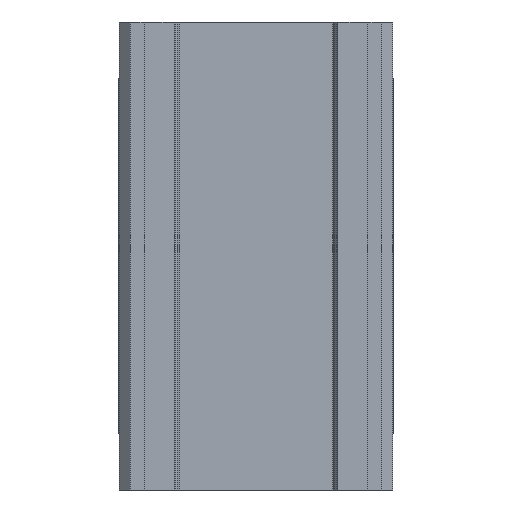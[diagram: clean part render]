
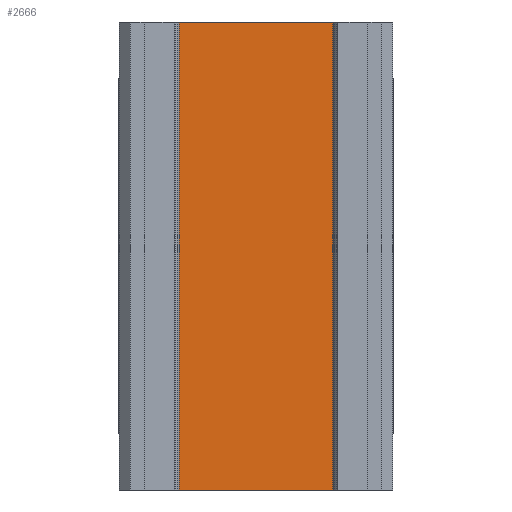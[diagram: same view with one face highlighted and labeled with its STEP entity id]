
A CAD part, front view. The second image highlights one B-rep face of the part: STEP entity #2666.
In plain terms, the highlighted planar face has unit normal (0, -1, 0).
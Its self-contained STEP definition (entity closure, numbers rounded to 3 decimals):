
#290=FACE_OUTER_BOUND('',#442,.T.);
#442=EDGE_LOOP('',(#2248,#2249,#2250,#2251));
#592=LINE('',#3922,#890);
#626=LINE('',#4024,#924);
#712=LINE('',#4317,#1010);
#713=LINE('',#4318,#1011);
#890=VECTOR('',#3117,10.);
#924=VECTOR('',#3217,10.);
#1010=VECTOR('',#3537,10.);
#1011=VECTOR('',#3538,10.);
#1175=VERTEX_POINT('',#3919);
#1176=VERTEX_POINT('',#3921);
#1210=VERTEX_POINT('',#4021);
#1211=VERTEX_POINT('',#4023);
#1448=EDGE_CURVE('',#1175,#1176,#592,.T.);
#1499=EDGE_CURVE('',#1210,#1211,#626,.T.);
#1640=EDGE_CURVE('',#1210,#1176,#712,.T.);
#1641=EDGE_CURVE('',#1211,#1175,#713,.T.);
#2248=ORIENTED_EDGE('',*,*,#1499,.F.);
#2249=ORIENTED_EDGE('',*,*,#1640,.T.);
#2250=ORIENTED_EDGE('',*,*,#1448,.F.);
#2251=ORIENTED_EDGE('',*,*,#1641,.F.);
#2534=PLANE('',#2911);
#2666=ADVANCED_FACE('',(#290),#2534,.F.);
#2911=AXIS2_PLACEMENT_3D('',#4316,#3535,#3536);
#3117=DIRECTION('',(1.,0.,0.));
#3217=DIRECTION('',(-1.,0.,0.));
#3535=DIRECTION('center_axis',(0.,1.,0.));
#3536=DIRECTION('ref_axis',(-1.,0.,0.));
#3537=DIRECTION('',(0.,0.,1.));
#3538=DIRECTION('',(0.,0.,1.));
#3919=CARTESIAN_POINT('',(-8.37,-2.15,25.5));
#3921=CARTESIAN_POINT('',(8.37,-2.15,25.5));
#3922=CARTESIAN_POINT('',(4.185,-2.15,25.5));
#4021=CARTESIAN_POINT('',(8.37,-2.15,-25.5));
#4023=CARTESIAN_POINT('',(-8.37,-2.15,-25.5));
#4024=CARTESIAN_POINT('',(4.185,-2.15,-25.5));
#4316=CARTESIAN_POINT('Origin',(8.37,-2.15,0.));
#4317=CARTESIAN_POINT('',(8.37,-2.15,0.));
#4318=CARTESIAN_POINT('',(-8.37,-2.15,0.));
